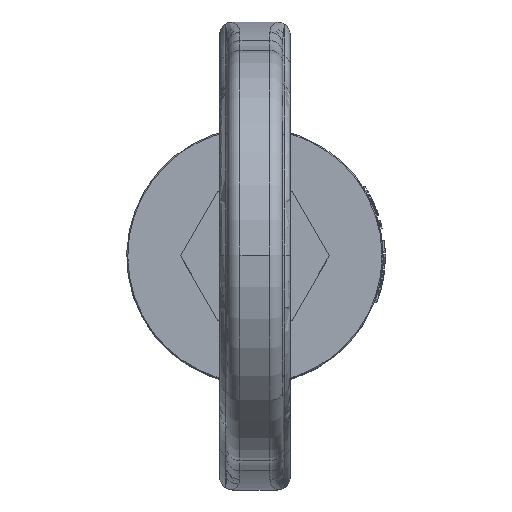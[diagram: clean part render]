
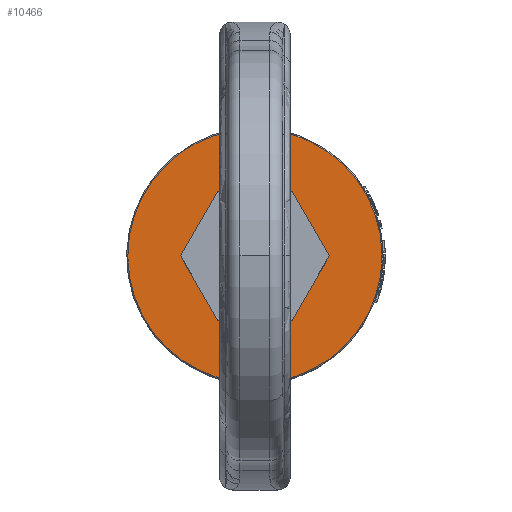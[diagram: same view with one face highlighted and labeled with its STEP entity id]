
A CAD part, top view. The second image highlights one B-rep face of the part: STEP entity #10466.
In plain terms, the highlighted planar face has unit normal (0, 0, 1).
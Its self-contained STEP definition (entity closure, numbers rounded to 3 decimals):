
#5804=CARTESIAN_POINT('Vertex',(17.407,-30.15,-126.)) ;
#5807=CARTESIAN_POINT('Line Origine',(26.111,-15.075,-126.)) ;
#5811=CARTESIAN_POINT('Vertex',(34.814,0.,-126.)) ;
#5835=CARTESIAN_POINT('Vertex',(-17.407,-30.15,-126.)) ;
#5838=CARTESIAN_POINT('Line Origine',(0.,-30.15,-126.)) ;
#5859=CARTESIAN_POINT('Vertex',(-34.814,0.,-126.)) ;
#5862=CARTESIAN_POINT('Line Origine',(-26.111,-15.075,-126.)) ;
#5883=CARTESIAN_POINT('Vertex',(-17.407,30.15,-126.)) ;
#5886=CARTESIAN_POINT('Line Origine',(-26.111,15.075,-126.)) ;
#5907=CARTESIAN_POINT('Vertex',(17.407,30.15,-126.)) ;
#5910=CARTESIAN_POINT('Line Origine',(0.,30.15,-126.)) ;
#5927=CARTESIAN_POINT('Line Origine',(26.111,15.075,-126.)) ;
#10393=CARTESIAN_POINT('Axis2P3D Location',(0.,0.,-126.)) ;
#10399=CARTESIAN_POINT('Control Point',(-28.529,52.221,-126.)) ;
#10400=CARTESIAN_POINT('Control Point',(-23.554,54.939,-126.)) ;
#10401=CARTESIAN_POINT('Control Point',(-18.256,57.064,-126.)) ;
#10402=CARTESIAN_POINT('Control Point',(-12.728,58.546,-126.)) ;
#10403=CARTESIAN_POINT('Control Point',(-1.426,60.164,-126.)) ;
#10404=CARTESIAN_POINT('Control Point',(9.94,59.083,-126.)) ;
#10405=CARTESIAN_POINT('Control Point',(15.532,57.865,-126.)) ;
#10406=CARTESIAN_POINT('Control Point',(26.318,54.121,-126.)) ;
#10407=CARTESIAN_POINT('Control Point',(35.923,47.949,-126.)) ;
#10408=CARTESIAN_POINT('Control Point',(40.335,44.303,-126.)) ;
#10409=CARTESIAN_POINT('Control Point',(48.203,36.03,-126.)) ;
#10410=CARTESIAN_POINT('Control Point',(53.91,26.141,-126.)) ;
#10411=CARTESIAN_POINT('Control Point',(56.158,20.878,-126.)) ;
#10412=CARTESIAN_POINT('Control Point',(59.358,9.919,-126.)) ;
#10413=CARTESIAN_POINT('Control Point',(59.895,-1.486,-126.)) ;
#10414=CARTESIAN_POINT('Control Point',(59.48,-7.194,-126.)) ;
#10415=CARTESIAN_POINT('Control Point',(57.299,-18.401,-126.)) ;
#10416=CARTESIAN_POINT('Control Point',(52.547,-28.782,-126.)) ;
#10417=CARTESIAN_POINT('Control Point',(49.561,-33.665,-126.)) ;
#10418=CARTESIAN_POINT('Control Point',(43.915,-40.813,-126.)) ;
#10419=CARTESIAN_POINT('Control Point',(37.055,-46.745,-126.)) ;
#10420=CARTESIAN_POINT('Control Point',(34.341,-48.773,-126.)) ;
#10421=CARTESIAN_POINT('Control Point',(31.492,-50.602,-126.)) ;
#10422=CARTESIAN_POINT('Control Point',(28.529,-52.221,-126.)) ;
#10423=CARTESIAN_POINT('Vertex',(28.529,-52.221,-126.)) ;
#10425=CARTESIAN_POINT('Vertex',(-28.529,52.221,-126.)) ;
#10429=CARTESIAN_POINT('Control Point',(28.529,-52.221,-126.)) ;
#10430=CARTESIAN_POINT('Control Point',(23.554,-54.939,-126.)) ;
#10431=CARTESIAN_POINT('Control Point',(18.256,-57.064,-126.)) ;
#10432=CARTESIAN_POINT('Control Point',(12.728,-58.546,-126.)) ;
#10433=CARTESIAN_POINT('Control Point',(1.426,-60.164,-126.)) ;
#10434=CARTESIAN_POINT('Control Point',(-9.94,-59.083,-126.)) ;
#10435=CARTESIAN_POINT('Control Point',(-15.532,-57.865,-126.)) ;
#10436=CARTESIAN_POINT('Control Point',(-26.318,-54.121,-126.)) ;
#10437=CARTESIAN_POINT('Control Point',(-35.923,-47.949,-126.)) ;
#10438=CARTESIAN_POINT('Control Point',(-40.335,-44.303,-126.)) ;
#10439=CARTESIAN_POINT('Control Point',(-48.203,-36.03,-126.)) ;
#10440=CARTESIAN_POINT('Control Point',(-53.91,-26.141,-126.)) ;
#10441=CARTESIAN_POINT('Control Point',(-56.158,-20.878,-126.)) ;
#10442=CARTESIAN_POINT('Control Point',(-59.358,-9.919,-126.)) ;
#10443=CARTESIAN_POINT('Control Point',(-59.895,1.486,-126.)) ;
#10444=CARTESIAN_POINT('Control Point',(-59.48,7.194,-126.)) ;
#10445=CARTESIAN_POINT('Control Point',(-57.299,18.401,-126.)) ;
#10446=CARTESIAN_POINT('Control Point',(-52.547,28.782,-126.)) ;
#10447=CARTESIAN_POINT('Control Point',(-49.561,33.665,-126.)) ;
#10448=CARTESIAN_POINT('Control Point',(-43.915,40.813,-126.)) ;
#10449=CARTESIAN_POINT('Control Point',(-37.055,46.745,-126.)) ;
#10450=CARTESIAN_POINT('Control Point',(-34.341,48.773,-126.)) ;
#10451=CARTESIAN_POINT('Control Point',(-31.492,50.602,-126.)) ;
#10452=CARTESIAN_POINT('Control Point',(-28.529,52.221,-126.)) ;
#5808=DIRECTION('Vector Direction',(0.5,0.866,0.)) ;
#5839=DIRECTION('Vector Direction',(1.,0.,0.)) ;
#5863=DIRECTION('Vector Direction',(0.5,-0.866,0.)) ;
#5887=DIRECTION('Vector Direction',(-0.5,-0.866,0.)) ;
#5911=DIRECTION('Vector Direction',(-1.,0.,0.)) ;
#5928=DIRECTION('Vector Direction',(-0.5,0.866,0.)) ;
#10394=DIRECTION('Axis2P3D Direction',(0.,0.,1.)) ;
#10395=DIRECTION('Axis2P3D XDirection',(1.,0.,0.)) ;
#10396=AXIS2_PLACEMENT_3D('Plane Axis2P3D',#10393,#10394,#10395) ;
#10455=ORIENTED_EDGE('',*,*,#10427,.T.) ;
#10456=ORIENTED_EDGE('',*,*,#10453,.T.) ;
#10459=ORIENTED_EDGE('',*,*,#5813,.F.) ;
#10460=ORIENTED_EDGE('',*,*,#5842,.F.) ;
#10461=ORIENTED_EDGE('',*,*,#5866,.F.) ;
#10462=ORIENTED_EDGE('',*,*,#5890,.F.) ;
#10463=ORIENTED_EDGE('',*,*,#5914,.F.) ;
#10464=ORIENTED_EDGE('',*,*,#5931,.F.) ;
#10465=FACE_BOUND('',#10458,.T.) ;
#5809=VECTOR('Line Direction',#5808,1.) ;
#5840=VECTOR('Line Direction',#5839,1.) ;
#5864=VECTOR('Line Direction',#5863,1.) ;
#5888=VECTOR('Line Direction',#5887,1.) ;
#5912=VECTOR('Line Direction',#5911,1.) ;
#5929=VECTOR('Line Direction',#5928,1.) ;
#10466=ADVANCED_FACE('\X2\51434EF6672C9AD4\X0\',(#10457,#10465),#10397,.T.) ;
#10398=B_SPLINE_CURVE_WITH_KNOTS('',5,(#10399,#10400,#10401,#10402,#10403,#10404,#10405,#10406,#10407,#10408,#10409,#10410,#10411,#10412,#10413,#10414,#10415,#10416,#10417,#10418,#10419,#10420,#10421,#10422),.UNSPECIFIED.,.F.,.U.,(6,3,3,3,3,3,3,6),(0.,40.083,80.166,120.248,160.331,200.414,240.497,264.376),.UNSPECIFIED.) ;
#10428=B_SPLINE_CURVE_WITH_KNOTS('',5,(#10429,#10430,#10431,#10432,#10433,#10434,#10435,#10436,#10437,#10438,#10439,#10440,#10441,#10442,#10443,#10444,#10445,#10446,#10447,#10448,#10449,#10450,#10451,#10452),.UNSPECIFIED.,.F.,.U.,(6,3,3,3,3,3,3,6),(0.,40.083,80.166,120.248,160.331,200.414,240.497,264.376),.UNSPECIFIED.) ;
#5813=EDGE_CURVE('',#5805,#5812,#5810,.T.) ;
#5842=EDGE_CURVE('',#5836,#5805,#5841,.T.) ;
#5866=EDGE_CURVE('',#5860,#5836,#5865,.T.) ;
#5890=EDGE_CURVE('',#5884,#5860,#5889,.T.) ;
#5914=EDGE_CURVE('',#5908,#5884,#5913,.T.) ;
#5931=EDGE_CURVE('',#5812,#5908,#5930,.T.) ;
#10427=EDGE_CURVE('',#10424,#10426,#10398,.F.) ;
#10453=EDGE_CURVE('',#10426,#10424,#10428,.F.) ;
#10454=EDGE_LOOP('',(#10455,#10456)) ;
#10458=EDGE_LOOP('',(#10459,#10460,#10461,#10462,#10463,#10464)) ;
#10457=FACE_OUTER_BOUND('',#10454,.T.) ;
#5810=LINE('Line',#5807,#5809) ;
#5841=LINE('Line',#5838,#5840) ;
#5865=LINE('Line',#5862,#5864) ;
#5889=LINE('Line',#5886,#5888) ;
#5913=LINE('Line',#5910,#5912) ;
#5930=LINE('Line',#5927,#5929) ;
#10397=PLANE('',#10396) ;
#5805=VERTEX_POINT('',#5804) ;
#5812=VERTEX_POINT('',#5811) ;
#5836=VERTEX_POINT('',#5835) ;
#5860=VERTEX_POINT('',#5859) ;
#5884=VERTEX_POINT('',#5883) ;
#5908=VERTEX_POINT('',#5907) ;
#10424=VERTEX_POINT('',#10423) ;
#10426=VERTEX_POINT('',#10425) ;
